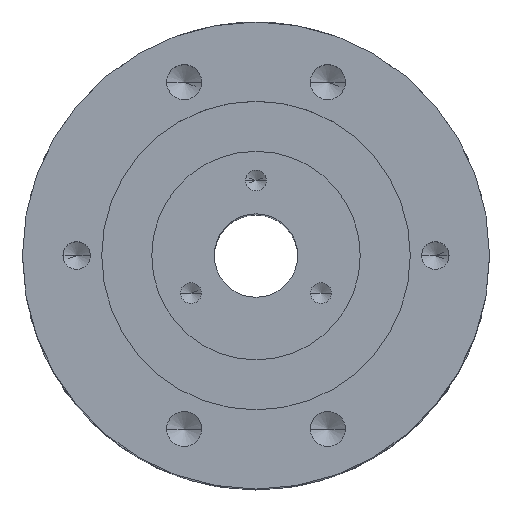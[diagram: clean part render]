
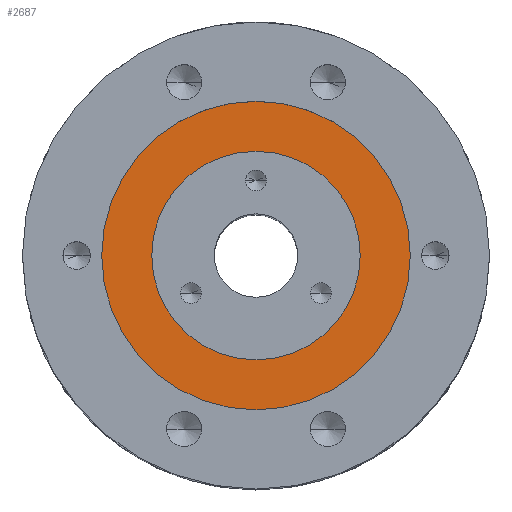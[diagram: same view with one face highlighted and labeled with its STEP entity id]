
A CAD part, top view. The second image highlights one B-rep face of the part: STEP entity #2687.
In plain terms, the highlighted planar face has unit normal (0, 0, 1).
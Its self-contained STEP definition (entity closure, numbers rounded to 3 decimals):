
#146 = EDGE_CURVE ( 'NONE', #4034, #3008, #4231, .T. ) ;
#250 = DIRECTION ( 'NONE',  ( 0., 0., 1. ) ) ;
#469 = ORIENTED_EDGE ( 'NONE', *, *, #146, .F. ) ;
#996 = ORIENTED_EDGE ( 'NONE', *, *, #3462, .T. ) ;
#1191 = DIRECTION ( 'NONE',  ( 1., 0., 0. ) ) ;
#1308 = CIRCLE ( 'NONE', #3494, 18.5 ) ;
#1351 = AXIS2_PLACEMENT_3D ( 'NONE', #1941, #4373, #2277 ) ;
#1507 = CARTESIAN_POINT ( 'NONE',  ( 0., 0., 80.6 ) ) ;
#1532 = VERTEX_POINT ( 'NONE', #2915 ) ;
#1545 = CIRCLE ( 'NONE', #1687, 12.5 ) ;
#1687 = AXIS2_PLACEMENT_3D ( 'NONE', #4093, #2019, #4451 ) ;
#1851 = DIRECTION ( 'NONE',  ( 1., 0., 0. ) ) ;
#1880 = CARTESIAN_POINT ( 'NONE',  ( 0., 0., 80.6 ) ) ;
#1941 = CARTESIAN_POINT ( 'NONE',  ( 0., 0., 80.6 ) ) ;
#1957 = FACE_OUTER_BOUND ( 'NONE', #3033, .T. ) ;
#2019 = DIRECTION ( 'NONE',  ( 0., 0., 1. ) ) ;
#2094 = CARTESIAN_POINT ( 'NONE',  ( 18.5, 0., 80.6 ) ) ;
#2114 = EDGE_CURVE ( 'NONE', #4027, #1532, #1308, .T. ) ;
#2277 = DIRECTION ( 'NONE',  ( 1., 0., 0. ) ) ;
#2289 = CARTESIAN_POINT ( 'NONE',  ( 0., 0., 80.6 ) ) ;
#2293 = AXIS2_PLACEMENT_3D ( 'NONE', #1880, #3259, #1191 ) ;
#2454 = CARTESIAN_POINT ( 'NONE',  ( -12.5, 0., 80.6 ) ) ;
#2590 = AXIS2_PLACEMENT_3D ( 'NONE', #2289, #250, #2643 ) ;
#2643 = DIRECTION ( 'NONE',  ( 1., 0., 0. ) ) ;
#2648 = ORIENTED_EDGE ( 'NONE', *, *, #4319, .F. ) ;
#2687 = ADVANCED_FACE ( 'NONE', ( #3792, #1957 ), #2917, .T. ) ;
#2915 = CARTESIAN_POINT ( 'NONE',  ( -18.5, 0., 80.6 ) ) ;
#2917 = PLANE ( 'NONE',  #2293 ) ;
#3008 = VERTEX_POINT ( 'NONE', #3952 ) ;
#3033 = EDGE_LOOP ( 'NONE', ( #3811, #996 ) ) ;
#3069 = CIRCLE ( 'NONE', #1351, 18.5 ) ;
#3184 = EDGE_LOOP ( 'NONE', ( #2648, #469 ) ) ;
#3259 = DIRECTION ( 'NONE',  ( 0., 0., 1. ) ) ;
#3462 = EDGE_CURVE ( 'NONE', #1532, #4027, #3069, .T. ) ;
#3494 = AXIS2_PLACEMENT_3D ( 'NONE', #1507, #3917, #1851 ) ;
#3792 = FACE_BOUND ( 'NONE', #3184, .T. ) ;
#3811 = ORIENTED_EDGE ( 'NONE', *, *, #2114, .T. ) ;
#3917 = DIRECTION ( 'NONE',  ( 0., 0., 1. ) ) ;
#3952 = CARTESIAN_POINT ( 'NONE',  ( 12.5, 0., 80.6 ) ) ;
#4027 = VERTEX_POINT ( 'NONE', #2094 ) ;
#4034 = VERTEX_POINT ( 'NONE', #2454 ) ;
#4093 = CARTESIAN_POINT ( 'NONE',  ( 0., 0., 80.6 ) ) ;
#4231 = CIRCLE ( 'NONE', #2590, 12.5 ) ;
#4319 = EDGE_CURVE ( 'NONE', #3008, #4034, #1545, .T. ) ;
#4373 = DIRECTION ( 'NONE',  ( 0., 0., 1. ) ) ;
#4451 = DIRECTION ( 'NONE',  ( 1., 0., 0. ) ) ;
